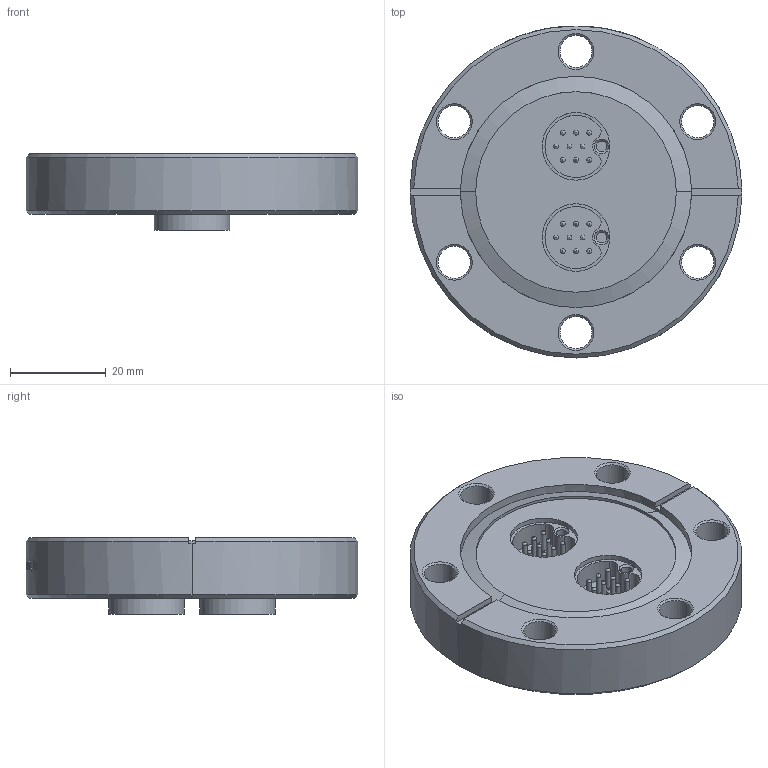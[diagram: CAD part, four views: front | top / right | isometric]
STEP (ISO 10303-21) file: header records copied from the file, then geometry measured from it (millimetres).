
FILE_DESCRIPTION(/* description */ ('Alibre Inc.'),/* implementation_level */ '2;1');
FILE_NAME(/* name */ 'export0',/* time_stamp */ '2009-04-27T11:27:38-07:00',/* author */ (''),/* organization */ (''),/* preprocessor_version */ 'ST-DEVELOPER v10',/* originating_system */ 'Alibre',/* authorisation */ '');
FILE_SCHEMA (('CONFIG_CONTROL_DESIGN'));
Length unit declared in the file: centimetre
Products named in the file (1): ID_1
Bounding box: 69.34 x 69.34 x 16 mm (x, y, z)
Volume: 41133.8 mm3; surface area: 13674.7 mm2
Topology: 1 solids, 1 shells, 492 faces, 1210 edges, 796 vertices
Faces by surface type: plane 171, bspline 140, cylinder 110, torus 36, cone 34, sphere 1
Full cylindrical faces by diameter (mm): 0.991 x36, 2.261 x4, 14.122 x2, 15.748 x2
Entity records: 38087 total; most frequent: CARTESIAN_POINT 28347, ORIENTED_EDGE 2176, DIRECTION 1374, EDGE_CURVE 1088, VERTEX_POINT 758, AXIS2_PLACEMENT_3D 669, EDGE_LOOP 664, FACE_BOUND 664
